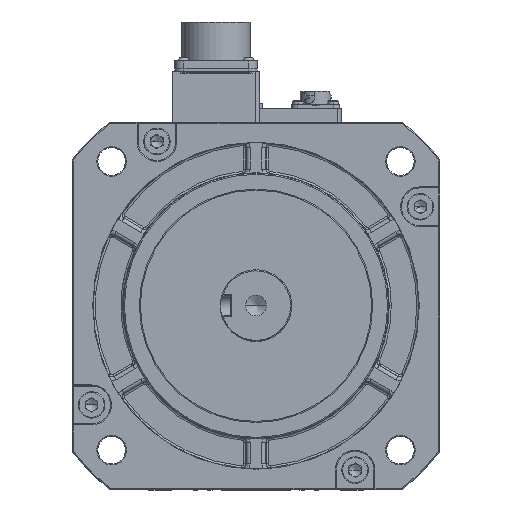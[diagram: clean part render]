
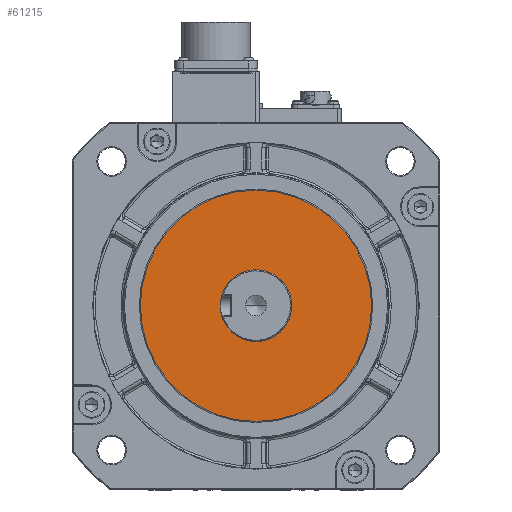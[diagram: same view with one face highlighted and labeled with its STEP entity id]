
A CAD part, top view. The second image highlights one B-rep face of the part: STEP entity #61215.
In plain terms, the highlighted planar face has unit normal (0, 0, 1).
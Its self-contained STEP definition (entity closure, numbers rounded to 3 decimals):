
#1520 = CARTESIAN_POINT ( 'NONE',  ( 0., 0., 77.7 ) ) ;
#6113 = CARTESIAN_POINT ( 'NONE',  ( -17.471, 0., 77.7 ) ) ;
#12152 = CARTESIAN_POINT ( 'NONE',  ( 0., 0., 77.7 ) ) ;
#12158 = CARTESIAN_POINT ( 'NONE',  ( -56.65, 0., 77.7 ) ) ;
#16635 = DIRECTION ( 'NONE',  ( 0., 0., 1. ) ) ;
#17639 = EDGE_CURVE ( 'NONE', #39432, #71849, #24172, .T. ) ;
#17702 = DIRECTION ( 'NONE',  ( 1., 0., 0. ) ) ;
#19883 = AXIS2_PLACEMENT_3D ( 'NONE', #1520, #28873, #23794 ) ;
#20583 = DIRECTION ( 'NONE',  ( 0., 1., 0. ) ) ;
#21979 = DIRECTION ( 'NONE',  ( 1., 0., 0. ) ) ;
#22632 = FACE_OUTER_BOUND ( 'NONE', #25952, .T. ) ;
#23289 = AXIS2_PLACEMENT_3D ( 'NONE', #44836, #60914, #66479 ) ;
#23794 = DIRECTION ( 'NONE',  ( 0., 1., 0. ) ) ;
#24172 = CIRCLE ( 'NONE', #19883, 17.471 ) ;
#25262 = CARTESIAN_POINT ( 'NONE',  ( 17.471, 0., 77.7 ) ) ;
#25692 = CARTESIAN_POINT ( 'NONE',  ( 0., 0., 77.7 ) ) ;
#25952 = EDGE_LOOP ( 'NONE', ( #69264, #64089 ) ) ;
#27397 = CIRCLE ( 'NONE', #40571, 17.471 ) ;
#28873 = DIRECTION ( 'NONE',  ( 0., 0., 1. ) ) ;
#32194 = DIRECTION ( 'NONE',  ( 0., 0., 1. ) ) ;
#32846 = CIRCLE ( 'NONE', #64731, 56.65 ) ;
#32963 = PLANE ( 'NONE',  #23289 ) ;
#37166 = EDGE_CURVE ( 'NONE', #71849, #39432, #27397, .T. ) ;
#39432 = VERTEX_POINT ( 'NONE', #25262 ) ;
#40169 = ORIENTED_EDGE ( 'NONE', *, *, #37166, .F. ) ;
#40571 = AXIS2_PLACEMENT_3D ( 'NONE', #25692, #32194, #20583 ) ;
#41989 = VERTEX_POINT ( 'NONE', #12158 ) ;
#44836 = CARTESIAN_POINT ( 'NONE',  ( 52.5, 0., 77.7 ) ) ;
#45173 = FACE_BOUND ( 'NONE', #66531, .T. ) ;
#45776 = AXIS2_PLACEMENT_3D ( 'NONE', #66911, #16635, #21979 ) ;
#47323 = CIRCLE ( 'NONE', #45776, 56.65 ) ;
#50946 = DIRECTION ( 'NONE',  ( 0., 0., 1. ) ) ;
#54294 = VERTEX_POINT ( 'NONE', #67033 ) ;
#60914 = DIRECTION ( 'NONE',  ( 0., 0., 1. ) ) ;
#61215 = ADVANCED_FACE ( 'NONE', ( #45173, #22632 ), #32963, .T. ) ;
#62313 = EDGE_CURVE ( 'NONE', #41989, #54294, #32846, .T. ) ;
#64089 = ORIENTED_EDGE ( 'NONE', *, *, #65059, .T. ) ;
#64731 = AXIS2_PLACEMENT_3D ( 'NONE', #12152, #50946, #17702 ) ;
#65059 = EDGE_CURVE ( 'NONE', #54294, #41989, #47323, .T. ) ;
#66479 = DIRECTION ( 'NONE',  ( 1., 0., 0. ) ) ;
#66531 = EDGE_LOOP ( 'NONE', ( #70652, #40169 ) ) ;
#66911 = CARTESIAN_POINT ( 'NONE',  ( 0., 0., 77.7 ) ) ;
#67033 = CARTESIAN_POINT ( 'NONE',  ( 56.65, 0., 77.7 ) ) ;
#69264 = ORIENTED_EDGE ( 'NONE', *, *, #62313, .T. ) ;
#70652 = ORIENTED_EDGE ( 'NONE', *, *, #17639, .F. ) ;
#71849 = VERTEX_POINT ( 'NONE', #6113 ) ;
